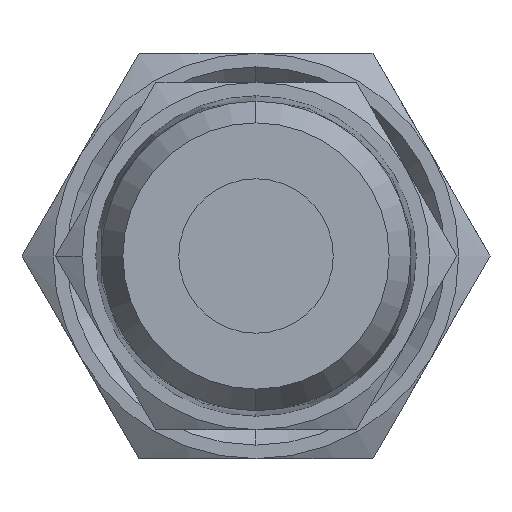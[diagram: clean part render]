
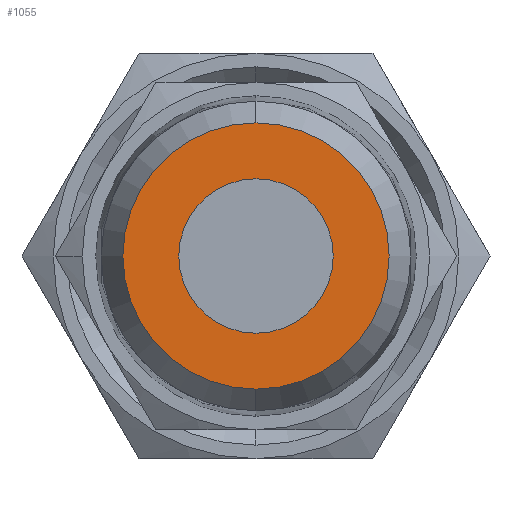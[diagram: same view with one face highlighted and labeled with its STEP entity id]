
A CAD part, front view. The second image highlights one B-rep face of the part: STEP entity #1055.
In plain terms, the highlighted planar face has unit normal (0, -1, 0).
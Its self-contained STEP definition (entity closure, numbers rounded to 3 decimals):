
#85 = EDGE_CURVE ( 'NONE', #443, #1224, #218, .T. ) ;
#122 = PLANE ( 'NONE',  #1274 ) ;
#147 = EDGE_CURVE ( 'NONE', #1632, #1707, #768, .T. ) ;
#218 = CIRCLE ( 'NONE', #1542, 4. ) ;
#241 = DIRECTION ( 'NONE',  ( 0., 0., -1. ) ) ;
#267 = AXIS2_PLACEMENT_3D ( 'NONE', #1023, #1281, #1001 ) ;
#316 = CARTESIAN_POINT ( 'NONE',  ( 0., 0., 4. ) ) ;
#383 = EDGE_LOOP ( 'NONE', ( #1026, #1083 ) ) ;
#443 = VERTEX_POINT ( 'NONE', #316 ) ;
#447 = CARTESIAN_POINT ( 'NONE',  ( 0., 0., 6.897 ) ) ;
#480 = CARTESIAN_POINT ( 'NONE',  ( 0., 0., 0. ) ) ;
#530 = DIRECTION ( 'NONE',  ( 0., -1., 0. ) ) ;
#582 = ORIENTED_EDGE ( 'NONE', *, *, #147, .T. ) ;
#616 = CARTESIAN_POINT ( 'NONE',  ( 0., 0., -6.897 ) ) ;
#665 = ORIENTED_EDGE ( 'NONE', *, *, #1317, .T. ) ;
#748 = AXIS2_PLACEMENT_3D ( 'NONE', #1060, #530, #241 ) ;
#756 = CIRCLE ( 'NONE', #748, 6.897 ) ;
#768 = CIRCLE ( 'NONE', #267, 6.897 ) ;
#835 = CARTESIAN_POINT ( 'NONE',  ( 0., 0., 0. ) ) ;
#840 = DIRECTION ( 'NONE',  ( 0., -1., 0. ) ) ;
#913 = DIRECTION ( 'NONE',  ( 0., 0., -1. ) ) ;
#976 = CARTESIAN_POINT ( 'NONE',  ( 0., 0., -4. ) ) ;
#996 = DIRECTION ( 'NONE',  ( 0., -1., 0. ) ) ;
#999 = FACE_BOUND ( 'NONE', #383, .T. ) ;
#1001 = DIRECTION ( 'NONE',  ( 0., 0., -1. ) ) ;
#1023 = CARTESIAN_POINT ( 'NONE',  ( 0., 0., 0. ) ) ;
#1026 = ORIENTED_EDGE ( 'NONE', *, *, #1190, .F. ) ;
#1055 = ADVANCED_FACE ( 'NONE', ( #1495, #999 ), #122, .T. ) ;
#1060 = CARTESIAN_POINT ( 'NONE',  ( 0., 0., 0. ) ) ;
#1083 = ORIENTED_EDGE ( 'NONE', *, *, #85, .F. ) ;
#1190 = EDGE_CURVE ( 'NONE', #1224, #443, #1462, .T. ) ;
#1224 = VERTEX_POINT ( 'NONE', #976 ) ;
#1232 = EDGE_LOOP ( 'NONE', ( #582, #665 ) ) ;
#1272 = DIRECTION ( 'NONE',  ( 0., 0., -1. ) ) ;
#1274 = AXIS2_PLACEMENT_3D ( 'NONE', #1442, #1710, #913 ) ;
#1281 = DIRECTION ( 'NONE',  ( 0., -1., 0. ) ) ;
#1287 = AXIS2_PLACEMENT_3D ( 'NONE', #835, #840, #1371 ) ;
#1317 = EDGE_CURVE ( 'NONE', #1707, #1632, #756, .T. ) ;
#1371 = DIRECTION ( 'NONE',  ( 0., 0., -1. ) ) ;
#1442 = CARTESIAN_POINT ( 'NONE',  ( 0., 0., 0. ) ) ;
#1462 = CIRCLE ( 'NONE', #1287, 4. ) ;
#1495 = FACE_OUTER_BOUND ( 'NONE', #1232, .T. ) ;
#1542 = AXIS2_PLACEMENT_3D ( 'NONE', #480, #996, #1272 ) ;
#1632 = VERTEX_POINT ( 'NONE', #447 ) ;
#1707 = VERTEX_POINT ( 'NONE', #616 ) ;
#1710 = DIRECTION ( 'NONE',  ( 0., -1., 0. ) ) ;
